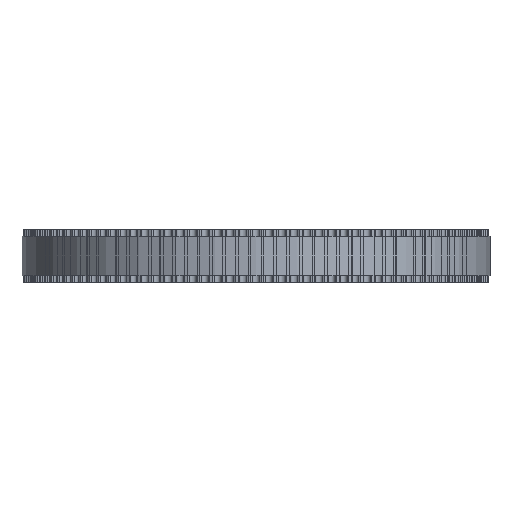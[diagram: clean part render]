
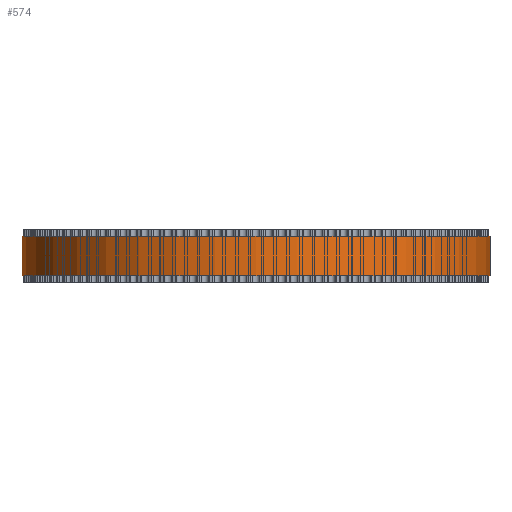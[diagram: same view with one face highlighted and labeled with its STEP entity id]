
A CAD part, front view. The second image highlights one B-rep face of the part: STEP entity #574.
In plain terms, the highlighted cylindrical face has radius 35.969 mm (diameter 71.938 mm), a full revolution.
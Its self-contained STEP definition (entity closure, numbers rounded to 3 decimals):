
#97=FACE_BOUND('',#1936,.T.);
#98=FACE_BOUND('',#1937,.T.);
#574=ADVANCED_FACE('',(#97,#98),#1027,.T.);
#1027=CYLINDRICAL_SURFACE('',#10087,35.969);
#1936=EDGE_LOOP('',(#5554));
#1937=EDGE_LOOP('',(#5555));
#5554=ORIENTED_EDGE('',*,*,#7818,.T.);
#5555=ORIENTED_EDGE('',*,*,#7819,.T.);
#6460=VERTEX_POINT('',#15980);
#6461=VERTEX_POINT('',#15982);
#7818=EDGE_CURVE('',#6460,#6460,#8724,.T.);
#7819=EDGE_CURVE('',#6461,#6461,#8725,.T.);
#8724=CIRCLE('',#10085,35.969);
#8725=CIRCLE('',#10086,35.969);
#10085=AXIS2_PLACEMENT_3D('',#15979,#13258,#13259);
#10086=AXIS2_PLACEMENT_3D('',#15981,#13260,#13261);
#10087=AXIS2_PLACEMENT_3D('',#15983,#13262,#13263);
#13258=DIRECTION('',(0.,0.,1.));
#13259=DIRECTION('',(1.,0.,0.));
#13260=DIRECTION('',(0.,0.,-1.));
#13261=DIRECTION('',(1.,0.,0.));
#13262=DIRECTION('',(0.,0.,1.));
#13263=DIRECTION('',(1.,0.,0.));
#15979=CARTESIAN_POINT('',(0.,0.,1.));
#15980=CARTESIAN_POINT('',(35.969,0.,1.));
#15981=CARTESIAN_POINT('',(0.,0.,7.));
#15982=CARTESIAN_POINT('',(35.969,0.,7.));
#15983=CARTESIAN_POINT('',(0.,0.,1.));
